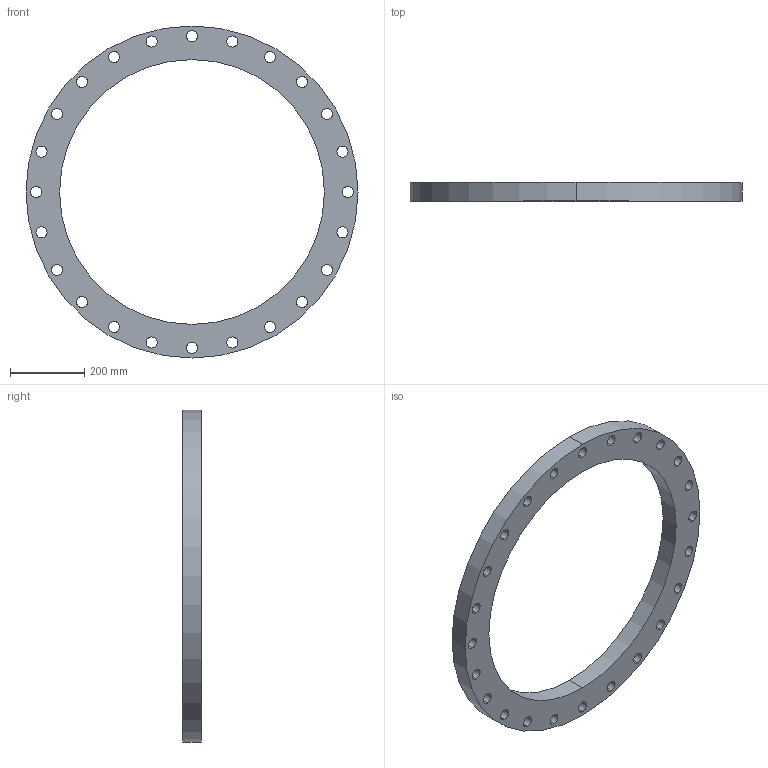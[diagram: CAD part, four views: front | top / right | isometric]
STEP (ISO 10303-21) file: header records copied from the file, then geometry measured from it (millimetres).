
FILE_DESCRIPTION (( 'STEP AP203' ), '1' );
FILE_NAME ('3D_R182-PN10_DN700_17617451.STEP', '2024-07-01T14:11:32', ( '' ), ( '' ), 'SwSTEP 2.0', 'SolidWorks 2024', '' );
FILE_SCHEMA (( 'CONFIG_CONTROL_DESIGN' ));
Length unit declared in the file: millimetre
Products named in the file (1): 3D_R182-PN10_DN700_17617451
Bounding box: 895 x 50 x 895 mm (x, y, z)
Volume: 10588306.1 mm3; surface area: 789370.7 mm2
Topology: 1 solids, 1 shells, 54 faces, 156 edges, 104 vertices
Faces by surface type: cylinder 52, plane 2
Entity records: 2021 total; most frequent: DIRECTION 370, CARTESIAN_POINT 315, ORIENTED_EDGE 312, AXIS2_PLACEMENT_3D 159, EDGE_CURVE 156, VERTEX_POINT 104, EDGE_LOOP 104, CIRCLE 104
